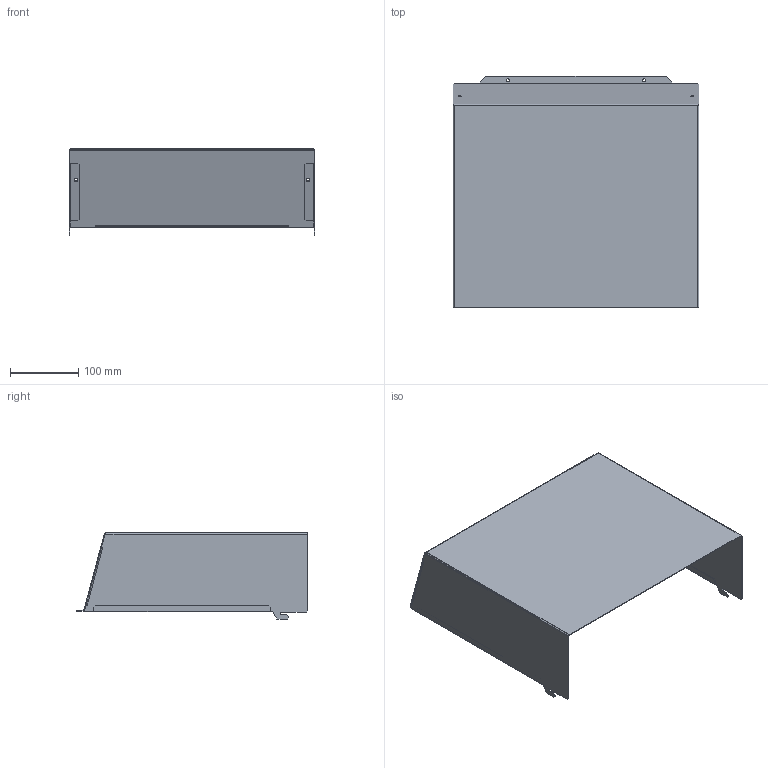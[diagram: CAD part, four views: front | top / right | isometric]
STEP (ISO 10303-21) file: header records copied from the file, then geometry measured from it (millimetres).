
FILE_DESCRIPTION((''),'2;1');
FILE_NAME('KG8540_62-INTERNAL-AIR-DUCT','2020-05-26T10:08:23',('briang'),(''),'CREO PARAMETRIC BY PTC INC, 2018500','CREO PARAMETRIC BY PTC INC, 2018500','');
FILE_SCHEMA(('CONFIG_CONTROL_DESIGN'));
Length unit declared in the file: millimetre
Products named in the file (1): KG8540_62-INTERNAL-AIR-DUCT
Bounding box: 361 x 340.06 x 126.5 mm (x, y, z)
Volume: 231684.7 mm3; surface area: 465733 mm2
Topology: 1 solids, 1 shells, 138 faces, 344 edges, 208 vertices
Faces by surface type: plane 106, cylinder 26, bspline 6
Entity records: 4250 total; most frequent: CARTESIAN_POINT 940, ORIENTED_EDGE 688, DIRECTION 640, EDGE_CURVE 344, VECTOR 288, LINE 288, VERTEX_POINT 208, AXIS2_PLACEMENT_3D 176
